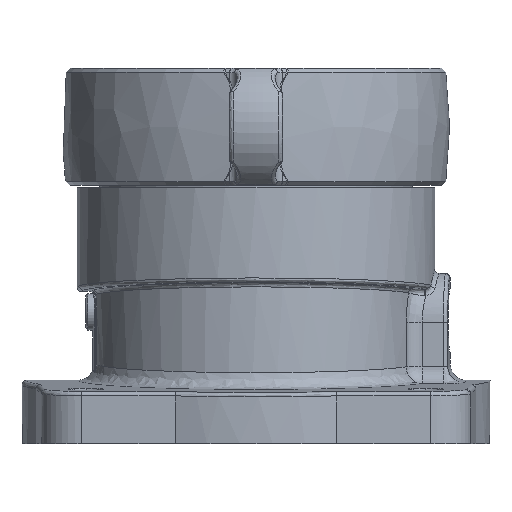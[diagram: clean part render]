
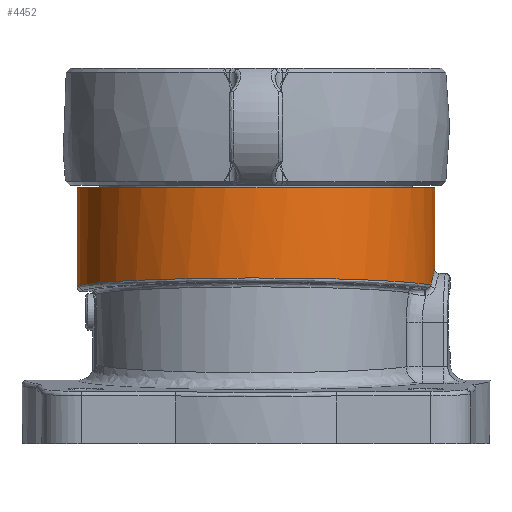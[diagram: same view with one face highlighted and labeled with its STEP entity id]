
A CAD part, left-side view. The second image highlights one B-rep face of the part: STEP entity #4452.
In plain terms, the highlighted cylindrical face has radius 66.675 mm (diameter 133.35 mm), a partial arc.
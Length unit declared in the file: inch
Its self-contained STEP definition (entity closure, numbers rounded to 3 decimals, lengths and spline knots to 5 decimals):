
#1292=CARTESIAN_POINT('',(0.,2.625,
2.39377));
#1360=CARTESIAN_POINT('',(0.,2.625,
2.39377));
#1361=CARTESIAN_POINT('',(-0.04834,2.625,
2.39624));
#1362=CARTESIAN_POINT('',(-0.14997,2.62231,
2.40144));
#1363=CARTESIAN_POINT('',(-0.31519,2.60794,
2.40989));
#1364=CARTESIAN_POINT('',(-0.49669,2.57999,
2.41918));
#1365=CARTESIAN_POINT('',(-0.69556,2.53421,
2.42935));
#1366=CARTESIAN_POINT('',(-0.91252,2.46519,
2.44045));
#1367=CARTESIAN_POINT('',(-1.14662,2.36639,2.45243));
#1368=CARTESIAN_POINT('',(-1.39582,2.22989,2.46518));
#1369=CARTESIAN_POINT('',(-1.65421,2.04706,2.47839));
#1370=CARTESIAN_POINT('',(-1.90469,1.81741,2.49121));
#1371=CARTESIAN_POINT('',(-2.13058,1.54708,2.50277));
#1372=CARTESIAN_POINT('',(-2.32072,1.24402,2.51249));
#1373=CARTESIAN_POINT('',(-2.4676,0.91856,
2.52001));
#1374=CARTESIAN_POINT('',(-2.56873,0.57808,
2.52518));
#1375=CARTESIAN_POINT('',(-2.62319,0.22709,
2.52797));
#1376=CARTESIAN_POINT('',(-2.62987,-0.12858,
2.52831));
#1377=CARTESIAN_POINT('',(-2.58857,-0.4815,
2.5262));
#1378=CARTESIAN_POINT('',(-2.50031,-0.82533,
2.52168));
#1379=CARTESIAN_POINT('',(-2.36594,-1.15565,
2.51481));
#1380=CARTESIAN_POINT('',(-2.18735,-1.46581,
2.50567));
#1381=CARTESIAN_POINT('',(-1.97025,-1.74637,
2.49456));
#1382=CARTESIAN_POINT('',(-1.72445,-1.98864,
2.48199));
#1383=CARTESIAN_POINT('',(-1.46553,-2.18518,
2.46874));
#1384=CARTESIAN_POINT('',(-1.21125,-2.33439,
2.45573));
#1385=CARTESIAN_POINT('',(-0.97097,-2.44304,
2.44344));
#1386=CARTESIAN_POINT('',(-0.74789,-2.51951,
2.43203));
#1387=CARTESIAN_POINT('',(-0.6104,-2.55392,
2.42499));
#1388=CARTESIAN_POINT('',(-0.54516,-2.56777,
2.42166));
#1419=CARTESIAN_POINT('',(0.,0.,3.85575));
#1420=DIRECTION('',(0.,0.,1.));
#1421=DIRECTION('',(0.,1.,0.));
#1422=AXIS2_PLACEMENT_3D('',#1419,#1420,#1421);
#1950=CARTESIAN_POINT('',(-0.54516,-2.56777,
2.42166));
#1988=CARTESIAN_POINT('',(-0.54516,-2.56777,
2.42166));
#1989=CARTESIAN_POINT('',(-0.52316,-2.57244,
2.44465));
#1990=CARTESIAN_POINT('',(-0.4786,-2.5813,
2.48558));
#1991=CARTESIAN_POINT('',(-0.41235,-2.59269,
2.53395));
#1992=CARTESIAN_POINT('',(-0.34844,-2.60202,
2.57127));
#1993=CARTESIAN_POINT('',(-0.28788,-2.60939,
2.59949));
#1994=CARTESIAN_POINT('',(-0.23116,-2.61499,
2.62031));
#1995=CARTESIAN_POINT('',(-0.17838,-2.6191,
2.63523));
#1996=CARTESIAN_POINT('',(-0.12936,-2.62195,
2.64546));
#1997=CARTESIAN_POINT('',(-0.08363,-2.62379,
2.65199));
#1998=CARTESIAN_POINT('',(-0.04074,-2.6248,
2.65552));
#1999=CARTESIAN_POINT('',(-0.01334,-2.625,
2.65626));
#2000=CARTESIAN_POINT('',(0.,-2.625,2.65626));
#2045=DIRECTION('',(0.,0.,1.));
#2046=VECTOR('',#2045,1.46198);
#2047=CARTESIAN_POINT('',(0.,2.625,
2.39377));
#2048=LINE('',#2047,#2046);
#2049=DIRECTION('',(0.,0.,1.));
#2050=VECTOR('',#2049,1.19949);
#2051=CARTESIAN_POINT('',(0.,-2.625,2.65626));
#2052=LINE('',#2051,#2050);
#2497=VERTEX_POINT('',#1950);
#2524=VERTEX_POINT('',#1292);
#2526=CARTESIAN_POINT('',(0.,-2.625,
2.65625));
#2528=VERTEX_POINT('',#2526);
#2576=CARTESIAN_POINT('',(0.,2.625,3.85575));
#2578=VERTEX_POINT('',#2576);
#2581=CARTESIAN_POINT('',(0.,-2.625,3.85575));
#2583=VERTEX_POINT('',#2581);
#4436=CARTESIAN_POINT('',(0.,0.,4.46875));
#4437=DIRECTION('',(0.,0.,1.));
#4438=DIRECTION('',(0.,-1.,0.));
#4439=AXIS2_PLACEMENT_3D('',#4436,#4437,#4438);
#4440=CYLINDRICAL_SURFACE('',#4439,2.625);
#4442=ORIENTED_EDGE('',*,*,#4441,.T.);
#4444=ORIENTED_EDGE('',*,*,#4443,.F.);
#4446=ORIENTED_EDGE('',*,*,#4445,.F.);
#4447=ORIENTED_EDGE('',*,*,#4425,.F.);
#4449=ORIENTED_EDGE('',*,*,#4448,.T.);
#4450=EDGE_LOOP('',(#4442,#4444,#4446,#4447,#4449));
#4451=FACE_OUTER_BOUND('',#4450,.F.);
#4452=ADVANCED_FACE('',(#4451),#4440,.T.);
#1389=B_SPLINE_CURVE_WITH_KNOTS('',3,(#1360,#1361,#1362,#1363,#1364,#1365,#1366,
#1367,#1368,#1369,#1370,#1371,#1372,#1373,#1374,#1375,#1376,#1377,#1378,#1379,
#1380,#1381,#1382,#1383,#1384,#1385,#1386,#1387,#1388),.UNSPECIFIED.,.F.,.F.,(4,
1,1,1,1,1,1,1,1,1,1,1,1,1,1,1,1,1,1,1,1,1,1,1,1,1,4),(0.,0.03846,
0.07692,0.11538,0.15385,0.19231,
0.23077,0.26923,0.30769,0.34615,
0.38462,0.42308,0.46154,0.5,0.53846,
0.57692,0.61538,0.65385,0.69231,
0.73077,0.76923,0.80769,0.84615,
0.88462,0.92308,0.96154,1.),.UNSPECIFIED.);
#1423=CIRCLE('',#1422,2.625);
#2001=B_SPLINE_CURVE_WITH_KNOTS('',3,(#1988,#1989,#1990,#1991,#1992,#1993,#1994,
#1995,#1996,#1997,#1998,#1999,#2000),.UNSPECIFIED.,.F.,.F.,(4,1,1,1,1,1,1,1,1,1,
4),(0.,0.1,0.2,0.3,0.4,0.5,0.6,0.7,0.8,0.9,1.),
.UNSPECIFIED.);
#4425=EDGE_CURVE('',#2524,#2497,#1389,.T.);
#4441=EDGE_CURVE('',#2578,#2583,#1423,.T.);
#4443=EDGE_CURVE('',#2528,#2583,#2052,.T.);
#4445=EDGE_CURVE('',#2497,#2528,#2001,.T.);
#4448=EDGE_CURVE('',#2524,#2578,#2048,.T.);
